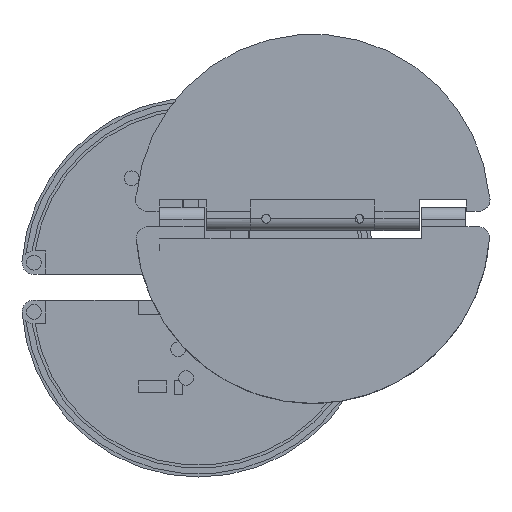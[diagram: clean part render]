
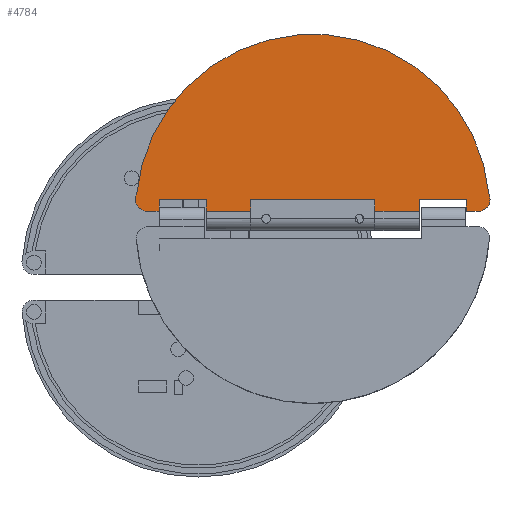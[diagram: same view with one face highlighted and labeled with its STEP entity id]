
A CAD part, front view. The second image highlights one B-rep face of the part: STEP entity #4784.
In plain terms, the highlighted planar face has unit normal (0, -1, 0).
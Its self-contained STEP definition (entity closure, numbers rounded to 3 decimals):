
#188=PLANE('',#5184);
#361=FACE_OUTER_BOUND('',#657,.T.);
#657=EDGE_LOOP('',(#3390,#3391,#3392,#3393,#3394,#3395,#3396,#3397,#3398,
#3399,#3400,#3401,#3402,#3403,#3404,#3405));
#972=LINE('',#7286,#1432);
#973=LINE('',#7288,#1433);
#974=LINE('',#7290,#1434);
#994=LINE('',#7344,#1454);
#997=LINE('',#7351,#1457);
#1000=LINE('',#7357,#1460);
#1007=LINE('',#7377,#1467);
#1009=LINE('',#7382,#1469);
#1016=LINE('',#7400,#1476);
#1022=LINE('',#7435,#1482);
#1023=LINE('',#7437,#1483);
#1024=LINE('',#7445,#1484);
#1025=LINE('',#7446,#1485);
#1432=VECTOR('',#5697,10.);
#1433=VECTOR('',#5698,10.);
#1434=VECTOR('',#5699,10.);
#1454=VECTOR('',#5751,10.);
#1457=VECTOR('',#5760,10.);
#1460=VECTOR('',#5765,10.);
#1467=VECTOR('',#5788,10.);
#1469=VECTOR('',#5792,10.);
#1476=VECTOR('',#5807,10.);
#1482=VECTOR('',#5841,10.);
#1483=VECTOR('',#5842,10.);
#1484=VECTOR('',#5849,10.);
#1485=VECTOR('',#5850,10.);
#1913=CIRCLE('',#5185,4.);
#1914=CIRCLE('',#5186,60.);
#1915=CIRCLE('',#5187,4.);
#2111=VERTEX_POINT('',#7283);
#2112=VERTEX_POINT('',#7285);
#2113=VERTEX_POINT('',#7287);
#2114=VERTEX_POINT('',#7289);
#2131=VERTEX_POINT('',#7341);
#2132=VERTEX_POINT('',#7343);
#2135=VERTEX_POINT('',#7355);
#2140=VERTEX_POINT('',#7375);
#2142=VERTEX_POINT('',#7381);
#2149=VERTEX_POINT('',#7399);
#2164=VERTEX_POINT('',#7434);
#2165=VERTEX_POINT('',#7436);
#2166=VERTEX_POINT('',#7438);
#2167=VERTEX_POINT('',#7440);
#2168=VERTEX_POINT('',#7442);
#2169=VERTEX_POINT('',#7444);
#2557=EDGE_CURVE('',#2111,#2112,#972,.T.);
#2558=EDGE_CURVE('',#2112,#2113,#973,.T.);
#2559=EDGE_CURVE('',#2113,#2114,#974,.T.);
#2585=EDGE_CURVE('',#2132,#2131,#994,.T.);
#2589=EDGE_CURVE('',#2132,#2111,#997,.T.);
#2592=EDGE_CURVE('',#2135,#2131,#1000,.T.);
#2602=EDGE_CURVE('',#2140,#2114,#1007,.T.);
#2604=EDGE_CURVE('',#2140,#2142,#1009,.T.);
#2613=EDGE_CURVE('',#2142,#2149,#1016,.T.);
#2629=EDGE_CURVE('',#2135,#2164,#1022,.T.);
#2630=EDGE_CURVE('',#2164,#2165,#1023,.T.);
#2631=EDGE_CURVE('',#2166,#2165,#1913,.T.);
#2632=EDGE_CURVE('',#2167,#2166,#1914,.T.);
#2633=EDGE_CURVE('',#2168,#2167,#1915,.T.);
#2634=EDGE_CURVE('',#2169,#2168,#1024,.T.);
#2635=EDGE_CURVE('',#2149,#2169,#1025,.T.);
#3390=ORIENTED_EDGE('',*,*,#2589,.F.);
#3391=ORIENTED_EDGE('',*,*,#2585,.T.);
#3392=ORIENTED_EDGE('',*,*,#2592,.F.);
#3393=ORIENTED_EDGE('',*,*,#2629,.T.);
#3394=ORIENTED_EDGE('',*,*,#2630,.T.);
#3395=ORIENTED_EDGE('',*,*,#2631,.F.);
#3396=ORIENTED_EDGE('',*,*,#2632,.F.);
#3397=ORIENTED_EDGE('',*,*,#2633,.F.);
#3398=ORIENTED_EDGE('',*,*,#2634,.F.);
#3399=ORIENTED_EDGE('',*,*,#2635,.F.);
#3400=ORIENTED_EDGE('',*,*,#2613,.F.);
#3401=ORIENTED_EDGE('',*,*,#2604,.F.);
#3402=ORIENTED_EDGE('',*,*,#2602,.T.);
#3403=ORIENTED_EDGE('',*,*,#2559,.F.);
#3404=ORIENTED_EDGE('',*,*,#2558,.F.);
#3405=ORIENTED_EDGE('',*,*,#2557,.F.);
#4784=ADVANCED_FACE('',(#361),#188,.F.);
#5184=AXIS2_PLACEMENT_3D('',#7433,#5839,#5840);
#5185=AXIS2_PLACEMENT_3D('',#7439,#5843,#5844);
#5186=AXIS2_PLACEMENT_3D('',#7441,#5845,#5846);
#5187=AXIS2_PLACEMENT_3D('',#7443,#5847,#5848);
#5697=DIRECTION('',(0.,0.,-1.));
#5698=DIRECTION('',(1.,0.,0.));
#5699=DIRECTION('',(0.,0.,1.));
#5751=DIRECTION('',(0.,0.,-1.));
#5760=DIRECTION('',(1.,0.,0.));
#5765=DIRECTION('',(1.,0.,0.));
#5788=DIRECTION('',(-1.,0.,0.));
#5792=DIRECTION('',(0.,0.,-1.));
#5807=DIRECTION('',(1.,0.,0.));
#5839=DIRECTION('center_axis',(0.,1.,0.));
#5840=DIRECTION('ref_axis',(1.,0.,0.));
#5841=DIRECTION('',(0.,0.,1.));
#5842=DIRECTION('',(-1.,0.,0.));
#5843=DIRECTION('center_axis',(0.,1.,0.));
#5844=DIRECTION('ref_axis',(1.,0.,0.));
#5845=DIRECTION('center_axis',(0.,1.,0.));
#5846=DIRECTION('ref_axis',(0.999,0.,-0.049));
#5847=DIRECTION('center_axis',(0.,1.,0.));
#5848=DIRECTION('ref_axis',(1.,0.,0.));
#5849=DIRECTION('',(1.,0.,0.));
#5850=DIRECTION('',(0.,0.,1.));
#7283=CARTESIAN_POINT('',(-21.072,0.,0.066));
#7285=CARTESIAN_POINT('',(-21.072,0.,-3.968));
#7286=CARTESIAN_POINT('',(-21.072,0.,-3.948));
#7287=CARTESIAN_POINT('',(21.072,0.,-3.968));
#7288=CARTESIAN_POINT('',(-52.072,0.,-3.968));
#7289=CARTESIAN_POINT('',(21.072,0.,-0.034));
#7290=CARTESIAN_POINT('',(21.072,0.,-0.034));
#7341=CARTESIAN_POINT('',(-36.072,0.,-3.968));
#7343=CARTESIAN_POINT('',(-36.072,0.,0.066));
#7344=CARTESIAN_POINT('',(-36.072,0.,-3.948));
#7351=CARTESIAN_POINT('',(-36.072,0.,0.066));
#7355=CARTESIAN_POINT('',(-52.072,0.,-3.968));
#7357=CARTESIAN_POINT('',(-52.072,0.,-3.968));
#7375=CARTESIAN_POINT('',(36.072,0.,-0.034));
#7377=CARTESIAN_POINT('',(36.072,0.,-0.034));
#7381=CARTESIAN_POINT('',(36.072,0.,-3.968));
#7382=CARTESIAN_POINT('',(36.072,0.,-0.034));
#7399=CARTESIAN_POINT('',(52.072,0.,-3.968));
#7400=CARTESIAN_POINT('',(-52.072,0.,-3.968));
#7433=CARTESIAN_POINT('Origin',(0.,0.,-28.67));
#7434=CARTESIAN_POINT('',(-52.072,0.,0.));
#7435=CARTESIAN_POINT('',(-52.072,0.,-3.968));
#7436=CARTESIAN_POINT('',(-56.072,0.,0.));
#7437=CARTESIAN_POINT('',(-52.072,0.,0.));
#7438=CARTESIAN_POINT('',(-59.739,0.,-5.599));
#7439=CARTESIAN_POINT('Origin',(-56.072,0.,-4.));
#7440=CARTESIAN_POINT('',(59.737,0.,-5.601));
#7441=CARTESIAN_POINT('Origin',(-0.001,0.,0.));
#7442=CARTESIAN_POINT('',(56.072,0.,0.));
#7443=CARTESIAN_POINT('Origin',(56.072,0.,-4.));
#7444=CARTESIAN_POINT('',(52.072,0.,0.));
#7445=CARTESIAN_POINT('',(52.072,0.,0.));
#7446=CARTESIAN_POINT('',(52.072,0.,-3.968));
